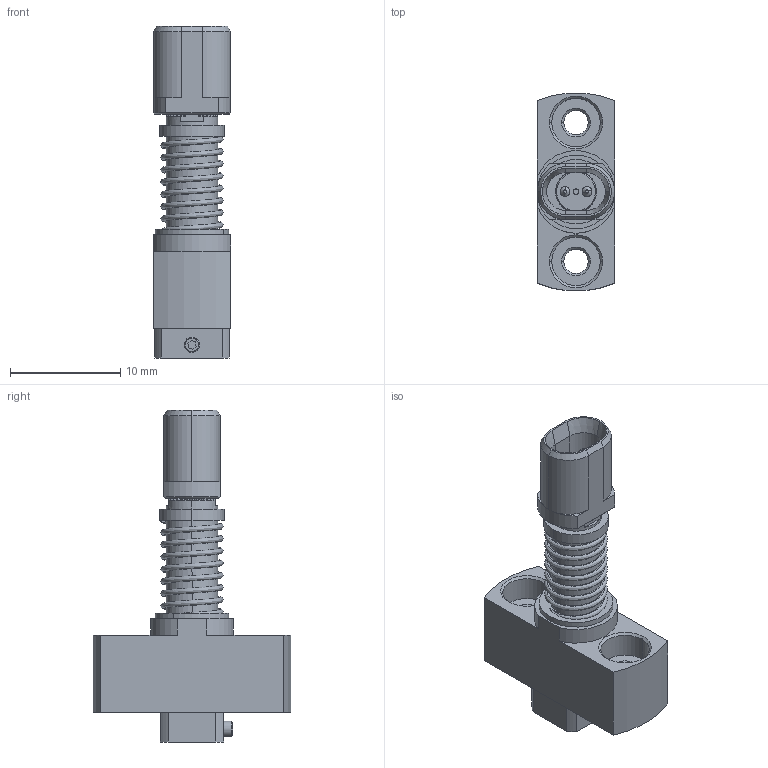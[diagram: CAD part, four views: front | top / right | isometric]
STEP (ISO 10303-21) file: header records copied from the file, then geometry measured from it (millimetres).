
FILE_DESCRIPTION (( 'STEP AP214' ), '1' );
FILE_NAME ('MOD-1104600-HF77-0007BG01-1.STEP', '2023-01-09T13:33:24', ( '' ), ( '' ), 'SwSTEP 2.0', 'SolidWorks 2020', '' );
FILE_SCHEMA (( 'AUTOMOTIVE_DESIGN' ));
Length unit declared in the file: millimetre
Products named in the file (1): MOD-1104600-HF77-0007BG01-1
Bounding box: 7 x 17.94 x 30.15 mm (x, y, z)
Volume: 1155.4 mm3; surface area: 2076.1 mm2
Topology: 4 solids, 6 shells, 665 faces, 1761 edges, 1138 vertices
Faces by surface type: plane 346, cylinder 172, cone 134, bspline 9, sphere 4
Entity records: 30770 total; most frequent: CARTESIAN_POINT 8481, ORIENTED_EDGE 3506, DIRECTION 3368, EDGE_CURVE 1753, AXIS2_PLACEMENT_3D 1180, VERTEX_POINT 1134, VECTOR 1008, LINE 1008
